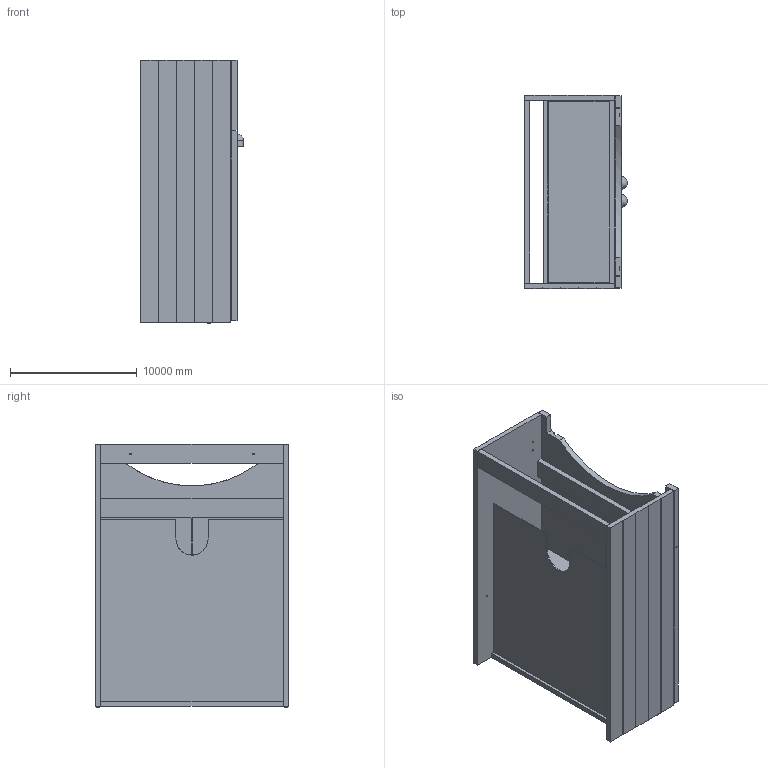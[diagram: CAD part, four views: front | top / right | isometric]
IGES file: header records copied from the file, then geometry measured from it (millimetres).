
Global section: file name: F6B_6; native system: AutoCAD 2016 - English; preprocessor: Autodesk Translation Framework DWG producer (atf_dwg_producer); organization: unknown; date: 20161003.094735; units: inch
Bounding box: 8128 x 15240 x 20828 mm (x, y, z)
Volume: 288324779747.1 mm3; surface area: 2165455988.6 mm2
Topology: 20 solids, 24 shells, 282 faces, 576 edges, 374 vertices
Faces by surface type: bspline 282
